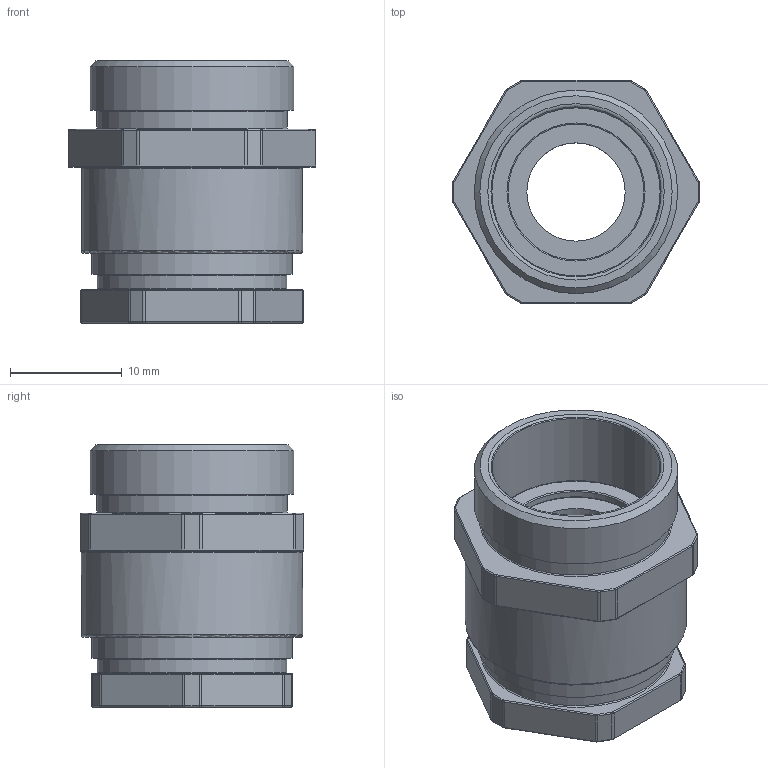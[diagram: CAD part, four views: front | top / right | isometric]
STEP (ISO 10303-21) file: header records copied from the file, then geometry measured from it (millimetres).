
FILE_DESCRIPTION(/* description */ (''),/* implementation_level */ '2;1');
FILE_NAME(/* name */ 'PG 11_13020300.stp',/* time_stamp */ '2016-01-27T06:30:07+01:00',/* author */ ('arempel'),/* organization */ ('Fa. Bopla'),/* preprocessor_version */ 'ST-DEVELOPER v16.1',/* originating_system */ 'Autodesk Inventor 2016',/* authorisation */ '');
FILE_SCHEMA (('AUTOMOTIVE_DESIGN { 1 0 10303 214 3 1 1 }'));
Length unit declared in the file: millimetre
Products named in the file (5): PG 11_OT; PG 11_R; PG 11_DR; PG 11_UT; PG 11
Assembly tree (5 placements, depth 2):
  PG 11
    PG 11_OT
    PG 11_R  x2
    PG 11_DR
    PG 11_UT
Bounding box: 22.15 x 20 x 23.45 mm (x, y, z)
Volume: 3201.2 mm3; surface area: 4750.9 mm2
Topology: 5 solids, 5 shells, 215 faces, 468 edges, 268 vertices
Faces by surface type: cylinder 86, torus 73, plane 45, bspline 6, cone 5
Full cylindrical faces by diameter (mm): 8.8 x1, 12.15 x2, 14.9 x1, 15.05 x1, 16.65 x3, 16.95 x1, 17.05 x1, 17.4 x1, 17.9 x1, 18.2 x1, 19.8 x1
Entity records: 6039 total; most frequent: CARTESIAN_POINT 1362, DIRECTION 1090, ORIENTED_EDGE 842, AXIS2_PLACEMENT_3D 470, EDGE_CURVE 421, CIRCLE 259, VERTEX_POINT 259, EDGE_LOOP 252
